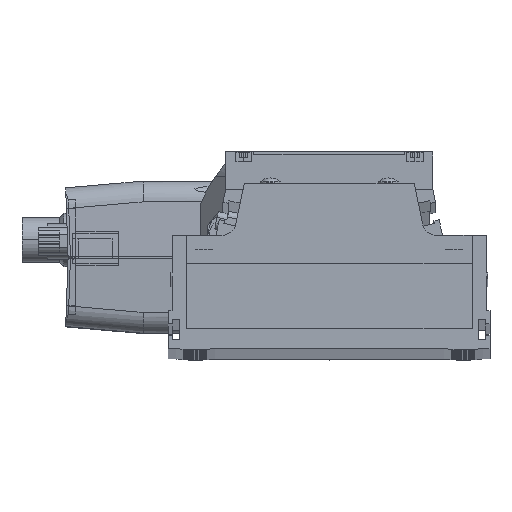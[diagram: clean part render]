
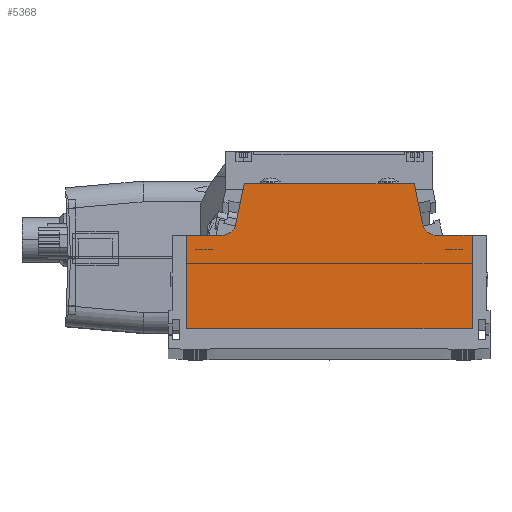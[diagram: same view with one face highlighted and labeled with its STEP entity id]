
A CAD part, top view. The second image highlights one B-rep face of the part: STEP entity #5368.
In plain terms, the highlighted planar face has unit normal (0, 0, 1).
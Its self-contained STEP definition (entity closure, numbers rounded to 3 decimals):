
#546 = EDGE_LOOP ( 'NONE', ( #22319, #10923, #28584, #26093, #7937, #22317, #9974, #8954, #40748, #24031 ) ) ;
#1847 = DIRECTION ( 'NONE',  ( 0., -1., 0. ) ) ;
#1991 = CARTESIAN_POINT ( 'NONE',  ( -40., 84.488, 1722.5 ) ) ;
#2382 = CARTESIAN_POINT ( 'NONE',  ( 40., -23.13, 1722.5 ) ) ;
#2568 = DIRECTION ( 'NONE',  ( 0., 0., -1. ) ) ;
#3112 = AXIS2_PLACEMENT_3D ( 'NONE', #25799, #5660, #6117 ) ;
#5368 = ADVANCED_FACE ( 'NONE', ( #23532 ), #36537, .F. ) ;
#5660 = DIRECTION ( 'NONE',  ( 0., 0., -1. ) ) ;
#6117 = DIRECTION ( 'NONE',  ( -1., 0., 0. ) ) ;
#6433 = CARTESIAN_POINT ( 'NONE',  ( 26.133, 6.184, 1722.5 ) ) ;
#7733 = CARTESIAN_POINT ( 'NONE',  ( -40., 3., 1722.5 ) ) ;
#7937 = ORIENTED_EDGE ( 'NONE', *, *, #8897, .F. ) ;
#8114 = VECTOR ( 'NONE', #36311, 1000. ) ;
#8897 = EDGE_CURVE ( 'NONE', #15503, #30496, #23560, .T. ) ;
#8954 = ORIENTED_EDGE ( 'NONE', *, *, #26143, .T. ) ;
#9076 = LINE ( 'NONE', #25335, #31376 ) ;
#9612 = CARTESIAN_POINT ( 'NONE',  ( -26.133, 6.184, 1722.5 ) ) ;
#9974 = ORIENTED_EDGE ( 'NONE', *, *, #13214, .T. ) ;
#10923 = ORIENTED_EDGE ( 'NONE', *, *, #40180, .T. ) ;
#11442 = CIRCLE ( 'NONE', #3112, 4. ) ;
#11491 = EDGE_CURVE ( 'NONE', #22202, #15509, #30024, .T. ) ;
#11574 = VERTEX_POINT ( 'NONE', #6433 ) ;
#11587 = CARTESIAN_POINT ( 'NONE',  ( 40., 84.488, 1722.5 ) ) ;
#12426 = VERTEX_POINT ( 'NONE', #42469 ) ;
#12481 = EDGE_CURVE ( 'NONE', #27430, #15503, #15363, .T. ) ;
#12834 = EDGE_CURVE ( 'NONE', #20001, #15509, #28198, .T. ) ;
#13177 = VECTOR ( 'NONE', #35283, 1000. ) ;
#13206 = AXIS2_PLACEMENT_3D ( 'NONE', #18795, #2568, #35916 ) ;
#13214 = EDGE_CURVE ( 'NONE', #27430, #36584, #27744, .T. ) ;
#13342 = VECTOR ( 'NONE', #30908, 1000. ) ;
#13992 = DIRECTION ( 'NONE',  ( 0., 0., -1. ) ) ;
#15363 = LINE ( 'NONE', #31190, #13177 ) ;
#15503 = VERTEX_POINT ( 'NONE', #20835 ) ;
#15509 = VERTEX_POINT ( 'NONE', #21293 ) ;
#15799 = DIRECTION ( 'NONE',  ( -1., 0., 0. ) ) ;
#18291 = LINE ( 'NONE', #11587, #35613 ) ;
#18795 = CARTESIAN_POINT ( 'NONE',  ( -30.049, 7., 1722.5 ) ) ;
#19273 = LINE ( 'NONE', #25555, #29436 ) ;
#20001 = VERTEX_POINT ( 'NONE', #34054 ) ;
#20054 = CARTESIAN_POINT ( 'NONE',  ( -40., -23.13, 1722.5 ) ) ;
#20835 = CARTESIAN_POINT ( 'NONE',  ( -23.784, 17.45, 1722.5 ) ) ;
#21195 = DIRECTION ( 'NONE',  ( 1., 0., 0. ) ) ;
#21293 = CARTESIAN_POINT ( 'NONE',  ( -40., -23.13, 1722.5 ) ) ;
#21954 = VERTEX_POINT ( 'NONE', #38548 ) ;
#22202 = VERTEX_POINT ( 'NONE', #2382 ) ;
#22317 = ORIENTED_EDGE ( 'NONE', *, *, #12481, .F. ) ;
#22319 = ORIENTED_EDGE ( 'NONE', *, *, #31718, .F. ) ;
#22437 = CARTESIAN_POINT ( 'NONE',  ( -30.049, 3., 1722.5 ) ) ;
#22942 = DIRECTION ( 'NONE',  ( 0.204, -0.979, 0. ) ) ;
#23532 = FACE_OUTER_BOUND ( 'NONE', #546, .T. ) ;
#23560 = LINE ( 'NONE', #34797, #28745 ) ;
#24031 = ORIENTED_EDGE ( 'NONE', *, *, #11491, .F. ) ;
#24251 = VECTOR ( 'NONE', #37932, 1000. ) ;
#25275 = CARTESIAN_POINT ( 'NONE',  ( 23.784, 17.45, 1722.5 ) ) ;
#25335 = CARTESIAN_POINT ( 'NONE',  ( -40., 3., 1722.5 ) ) ;
#25555 = CARTESIAN_POINT ( 'NONE',  ( 23.784, 17.45, 1722.5 ) ) ;
#25799 = CARTESIAN_POINT ( 'NONE',  ( 30.049, 7., 1722.5 ) ) ;
#26093 = ORIENTED_EDGE ( 'NONE', *, *, #42542, .F. ) ;
#26143 = EDGE_CURVE ( 'NONE', #36584, #20001, #9076, .T. ) ;
#27259 = EDGE_CURVE ( 'NONE', #12426, #11574, #11442, .T. ) ;
#27430 = VERTEX_POINT ( 'NONE', #9612 ) ;
#27744 = CIRCLE ( 'NONE', #13206, 4. ) ;
#28198 = LINE ( 'NONE', #1991, #24251 ) ;
#28584 = ORIENTED_EDGE ( 'NONE', *, *, #27259, .T. ) ;
#28745 = VECTOR ( 'NONE', #21195, 1000. ) ;
#29436 = VECTOR ( 'NONE', #22942, 1000. ) ;
#30024 = LINE ( 'NONE', #20054, #8114 ) ;
#30462 = CARTESIAN_POINT ( 'NONE',  ( -40., 84.488, 1722.5 ) ) ;
#30496 = VERTEX_POINT ( 'NONE', #25275 ) ;
#30908 = DIRECTION ( 'NONE',  ( -1., 0., 0. ) ) ;
#31190 = CARTESIAN_POINT ( 'NONE',  ( -26.797, 3., 1722.5 ) ) ;
#31376 = VECTOR ( 'NONE', #15799, 1000. ) ;
#31718 = EDGE_CURVE ( 'NONE', #21954, #22202, #18291, .T. ) ;
#33726 = LINE ( 'NONE', #7733, #13342 ) ;
#33923 = DIRECTION ( 'NONE',  ( -1., 0., 0. ) ) ;
#34054 = CARTESIAN_POINT ( 'NONE',  ( -40., 3., 1722.5 ) ) ;
#34797 = CARTESIAN_POINT ( 'NONE',  ( -23.784, 17.45, 1722.5 ) ) ;
#35283 = DIRECTION ( 'NONE',  ( 0.204, 0.979, 0. ) ) ;
#35613 = VECTOR ( 'NONE', #1847, 1000. ) ;
#35916 = DIRECTION ( 'NONE',  ( -1., 0., 0. ) ) ;
#36311 = DIRECTION ( 'NONE',  ( -1., 0., 0. ) ) ;
#36334 = AXIS2_PLACEMENT_3D ( 'NONE', #30462, #13992, #33923 ) ;
#36537 = PLANE ( 'NONE',  #36334 ) ;
#36584 = VERTEX_POINT ( 'NONE', #22437 ) ;
#37932 = DIRECTION ( 'NONE',  ( 0., -1., 0. ) ) ;
#38548 = CARTESIAN_POINT ( 'NONE',  ( 40., 3., 1722.5 ) ) ;
#40180 = EDGE_CURVE ( 'NONE', #21954, #12426, #33726, .T. ) ;
#40748 = ORIENTED_EDGE ( 'NONE', *, *, #12834, .T. ) ;
#42469 = CARTESIAN_POINT ( 'NONE',  ( 30.049, 3., 1722.5 ) ) ;
#42542 = EDGE_CURVE ( 'NONE', #30496, #11574, #19273, .T. ) ;
